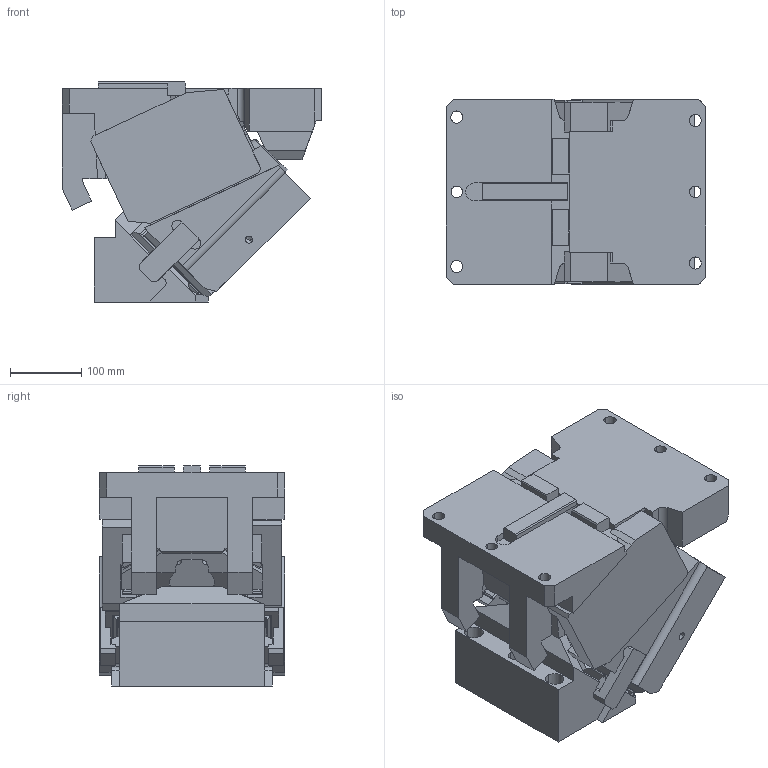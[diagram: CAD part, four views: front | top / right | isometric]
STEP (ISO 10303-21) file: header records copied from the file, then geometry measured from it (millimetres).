
FILE_DESCRIPTION(('CATIA V5 STEP Exchange'),'2;1');
FILE_NAME('CACV_F_260_45.stp','2015-04-27T06:57:14+00:00',('none'),('none'),'CATIA Version 5 Release 19 SP 2 (IN-10)','CATIA V5 STEP AP203','none');
FILE_SCHEMA(('CONFIG_CONTROL_DESIGN'));
Length unit declared in the file: millimetre
Products named in the file (1): CACV_F_260_45
Bounding box: 365 x 260 x 309 mm (x, y, z)
Volume: 17409287.2 mm3; surface area: 950516.1 mm2
Topology: 3 solids, 5 shells, 643 faces, 1877 edges, 1245 vertices
Faces by surface type: plane 462, cylinder 171, cone 6, extrusion 4
Entity records: 21849 total; most frequent: CARTESIAN_POINT 5692, ORIENTED_EDGE 3742, DIRECTION 2682, EDGE_CURVE 1871, VECTOR 1484, LINE 1480, VERTEX_POINT 1245, AXIS2_PLACEMENT_3D 689
